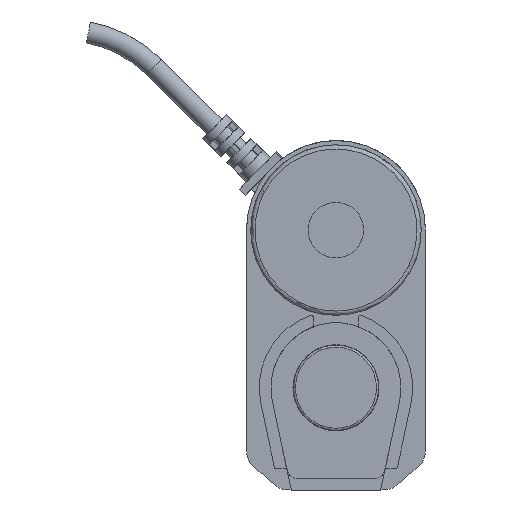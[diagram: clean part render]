
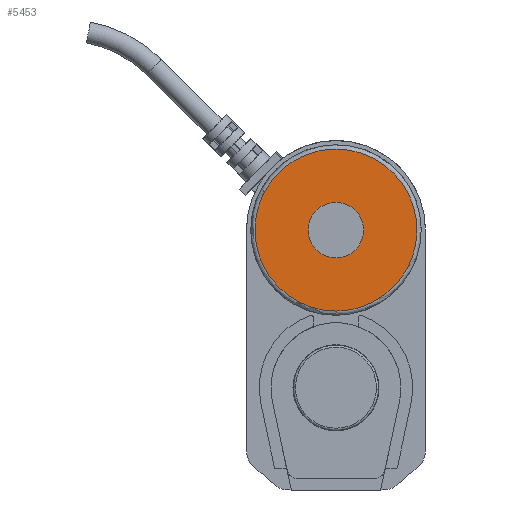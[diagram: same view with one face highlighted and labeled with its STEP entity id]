
A CAD part, front view. The second image highlights one B-rep face of the part: STEP entity #5453.
In plain terms, the highlighted face is planar.
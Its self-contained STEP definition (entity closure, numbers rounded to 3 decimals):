
#1180=(
BOUNDED_CURVE()
B_SPLINE_CURVE(3,(#8238,#8239,#8240,#8241),.UNSPECIFIED.,.F.,.F.)
B_SPLINE_CURVE_WITH_KNOTS((4,4),(0.,1.),.UNSPECIFIED.)
CURVE()
GEOMETRIC_REPRESENTATION_ITEM()
RATIONAL_B_SPLINE_CURVE((1.,0.333,0.333,1.))
REPRESENTATION_ITEM('')
);
#1181=(
BOUNDED_CURVE()
B_SPLINE_CURVE(3,(#8244,#8245,#8246,#8247),.UNSPECIFIED.,.F.,.F.)
B_SPLINE_CURVE_WITH_KNOTS((4,4),(0.,1.),.UNSPECIFIED.)
CURVE()
GEOMETRIC_REPRESENTATION_ITEM()
RATIONAL_B_SPLINE_CURVE((1.,0.333,0.333,1.))
REPRESENTATION_ITEM('')
);
#1183=ORIENTED_EDGE('',*,*,#2813,.F.);
#1184=ORIENTED_EDGE('',*,*,#2814,.F.);
#1185=ORIENTED_EDGE('',*,*,#2815,.T.);
#2813=EDGE_CURVE('',#3628,#3629,#1180,.T.);
#2814=EDGE_CURVE('',#3629,#3628,#1181,.T.);
#2815=EDGE_CURVE('',#3630,#3630,#4172,.T.);
#3628=VERTEX_POINT('',#8242);
#3629=VERTEX_POINT('',#8243);
#3630=VERTEX_POINT('',#8249);
#4172=CIRCLE('',#5869,6.5);
#4480=EDGE_LOOP('',(#1183,#1184));
#4481=EDGE_LOOP('',(#1185));
#4879=FACE_BOUND('',#4480,.T.);
#4880=FACE_BOUND('',#4481,.T.);
#5278=PLANE('',#5868);
#5453=ADVANCED_FACE('',(#4879,#4880),#5278,.T.);
#5868=AXIS2_PLACEMENT_3D('',#8237,#6508,#6509);
#5869=AXIS2_PLACEMENT_3D('',#8248,#6510,#6511);
#6508=DIRECTION('',(0.,0.,1.));
#6509=DIRECTION('',(0.,1.,0.));
#6510=DIRECTION('',(0.,0.,-1.));
#6511=DIRECTION('',(1.,0.,0.));
#8237=CARTESIAN_POINT('',(19.766,-19.76,35.5));
#8238=CARTESIAN_POINT('',(0.,-19.,35.5));
#8239=CARTESIAN_POINT('',(-38.,-19.,35.5));
#8240=CARTESIAN_POINT('',(-38.,19.,35.5));
#8241=CARTESIAN_POINT('',(0.,19.,35.5));
#8242=CARTESIAN_POINT('',(0.,-19.,35.5));
#8243=CARTESIAN_POINT('',(0.,19.,35.5));
#8244=CARTESIAN_POINT('',(0.,19.,35.5));
#8245=CARTESIAN_POINT('',(38.,19.,35.5));
#8246=CARTESIAN_POINT('',(38.,-19.,35.5));
#8247=CARTESIAN_POINT('',(0.,-19.,35.5));
#8248=CARTESIAN_POINT('',(0.,0.,35.5));
#8249=CARTESIAN_POINT('',(6.5,0.,35.5));
